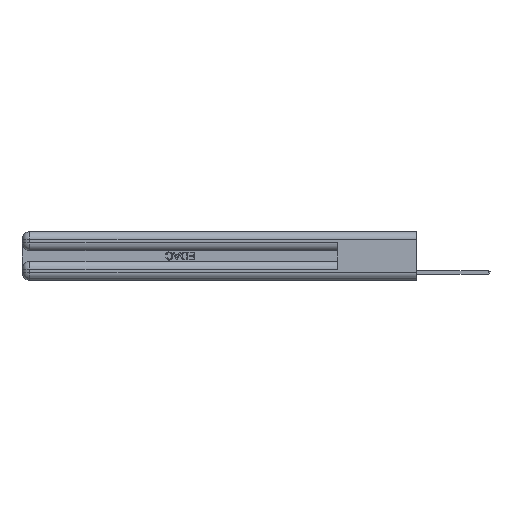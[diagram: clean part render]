
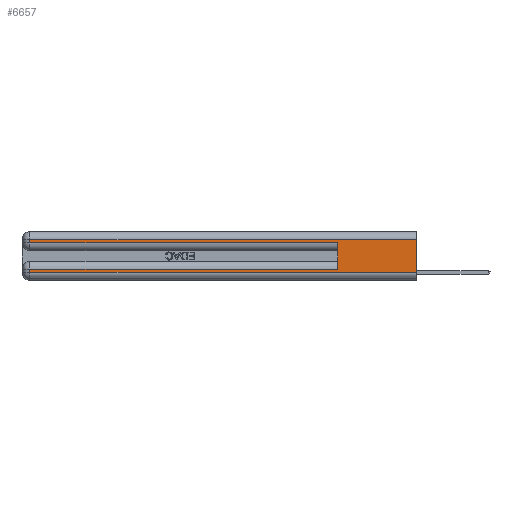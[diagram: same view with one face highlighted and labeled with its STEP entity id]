
A CAD part, left-side view. The second image highlights one B-rep face of the part: STEP entity #6657.
In plain terms, the highlighted planar face has unit normal (-1, 0, 0).
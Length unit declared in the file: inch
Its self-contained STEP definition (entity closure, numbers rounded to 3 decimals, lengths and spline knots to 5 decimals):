
#478 = EDGE_CURVE ( 'NONE', #14846, #27128, #30382, .T. ) ;
#1653 = VECTOR ( 'NONE', #25242, 39.37008 ) ;
#1705 = ORIENTED_EDGE ( 'NONE', *, *, #478, .T. ) ;
#2007 = ORIENTED_EDGE ( 'NONE', *, *, #12586, .T. ) ;
#2501 = CARTESIAN_POINT ( 'NONE',  ( 0., 2.94, 0.085 ) ) ;
#3996 = CARTESIAN_POINT ( 'NONE',  ( 0., 0.6, 0.285 ) ) ;
#4806 = DIRECTION ( 'NONE',  ( 0., 0., -1. ) ) ;
#5138 = DIRECTION ( 'NONE',  ( 0., 1., 0. ) ) ;
#5351 = EDGE_CURVE ( 'NONE', #14846, #22959, #15651, .T. ) ;
#5606 = LINE ( 'NONE', #30538, #25586 ) ;
#5746 = CARTESIAN_POINT ( 'NONE',  ( 0., 0.6, 0.145 ) ) ;
#5927 = DIRECTION ( 'NONE',  ( 0., 0., -1. ) ) ;
#6564 = CARTESIAN_POINT ( 'NONE',  ( 0., 0., 0.06 ) ) ;
#6657 = ADVANCED_FACE ( 'NONE', ( #8772 ), #11614, .F. ) ;
#7403 = ORIENTED_EDGE ( 'NONE', *, *, #10350, .T. ) ;
#7569 = VERTEX_POINT ( 'NONE', #2501 ) ;
#8772 = FACE_OUTER_BOUND ( 'NONE', #12217, .T. ) ;
#8802 = VECTOR ( 'NONE', #5138, 39.37008 ) ;
#9996 = EDGE_CURVE ( 'NONE', #11771, #23030, #14435, .T. ) ;
#10350 = EDGE_CURVE ( 'NONE', #11771, #7569, #19000, .T. ) ;
#10791 = DIRECTION ( 'NONE',  ( 0., 0., -1. ) ) ;
#11614 = PLANE ( 'NONE',  #23241 ) ;
#11771 = VERTEX_POINT ( 'NONE', #31233 ) ;
#12217 = EDGE_LOOP ( 'NONE', ( #30690, #1705, #2007, #17245, #24988, #7403, #15801, #25897 ) ) ;
#12392 = LINE ( 'NONE', #16804, #13510 ) ;
#12586 = EDGE_CURVE ( 'NONE', #27128, #19735, #12392, .T. ) ;
#12988 = CARTESIAN_POINT ( 'NONE',  ( 0., 2.94, 0.37 ) ) ;
#13510 = VECTOR ( 'NONE', #4806, 39.37008 ) ;
#13682 = CARTESIAN_POINT ( 'NONE',  ( 0., 0., 0.06 ) ) ;
#14435 = LINE ( 'NONE', #5746, #1653 ) ;
#14846 = VERTEX_POINT ( 'NONE', #22240 ) ;
#14868 = CARTESIAN_POINT ( 'NONE',  ( 0., 0., 0.37 ) ) ;
#15038 = CARTESIAN_POINT ( 'NONE',  ( 0., 0., 0.085 ) ) ;
#15651 = LINE ( 'NONE', #14868, #24693 ) ;
#15801 = ORIENTED_EDGE ( 'NONE', *, *, #24290, .T. ) ;
#16204 = CARTESIAN_POINT ( 'NONE',  ( 0., 2.94, 0.06 ) ) ;
#16804 = CARTESIAN_POINT ( 'NONE',  ( 0., 2.94, 0.37 ) ) ;
#17245 = ORIENTED_EDGE ( 'NONE', *, *, #17389, .T. ) ;
#17389 = EDGE_CURVE ( 'NONE', #19735, #23030, #5606, .T. ) ;
#18815 = CARTESIAN_POINT ( 'NONE',  ( 0., 0., 0.31 ) ) ;
#19000 = LINE ( 'NONE', #15038, #8802 ) ;
#19735 = VERTEX_POINT ( 'NONE', #29137 ) ;
#20646 = DIRECTION ( 'NONE',  ( 0., -1., 0. ) ) ;
#21109 = DIRECTION ( 'NONE',  ( 1., 0., 0. ) ) ;
#22221 = VECTOR ( 'NONE', #20646, 39.37008 ) ;
#22240 = CARTESIAN_POINT ( 'NONE',  ( 0., 0., 0.31 ) ) ;
#22959 = VERTEX_POINT ( 'NONE', #6564 ) ;
#23030 = VERTEX_POINT ( 'NONE', #3996 ) ;
#23241 = AXIS2_PLACEMENT_3D ( 'NONE', #25702, #21109, #10791 ) ;
#24290 = EDGE_CURVE ( 'NONE', #7569, #25090, #24309, .T. ) ;
#24309 = LINE ( 'NONE', #12988, #30383 ) ;
#24527 = LINE ( 'NONE', #13682, #22221 ) ;
#24693 = VECTOR ( 'NONE', #29222, 39.37008 ) ;
#24988 = ORIENTED_EDGE ( 'NONE', *, *, #9996, .F. ) ;
#25090 = VERTEX_POINT ( 'NONE', #16204 ) ;
#25242 = DIRECTION ( 'NONE',  ( 0., 0., 1. ) ) ;
#25586 = VECTOR ( 'NONE', #25760, 39.37008 ) ;
#25702 = CARTESIAN_POINT ( 'NONE',  ( 0., 0., 0.37 ) ) ;
#25760 = DIRECTION ( 'NONE',  ( 0., -1., 0. ) ) ;
#25897 = ORIENTED_EDGE ( 'NONE', *, *, #28925, .T. ) ;
#27128 = VERTEX_POINT ( 'NONE', #29799 ) ;
#28925 = EDGE_CURVE ( 'NONE', #25090, #22959, #24527, .T. ) ;
#29137 = CARTESIAN_POINT ( 'NONE',  ( 0., 2.94, 0.285 ) ) ;
#29222 = DIRECTION ( 'NONE',  ( 0., 0., -1. ) ) ;
#29799 = CARTESIAN_POINT ( 'NONE',  ( 0., 2.94, 0.31 ) ) ;
#30382 = LINE ( 'NONE', #18815, #31157 ) ;
#30383 = VECTOR ( 'NONE', #5927, 39.37008 ) ;
#30538 = CARTESIAN_POINT ( 'NONE',  ( 0., 0., 0.285 ) ) ;
#30690 = ORIENTED_EDGE ( 'NONE', *, *, #5351, .F. ) ;
#30913 = DIRECTION ( 'NONE',  ( 0., 1., 0. ) ) ;
#31157 = VECTOR ( 'NONE', #30913, 39.37008 ) ;
#31233 = CARTESIAN_POINT ( 'NONE',  ( 0., 0.6, 0.085 ) ) ;
